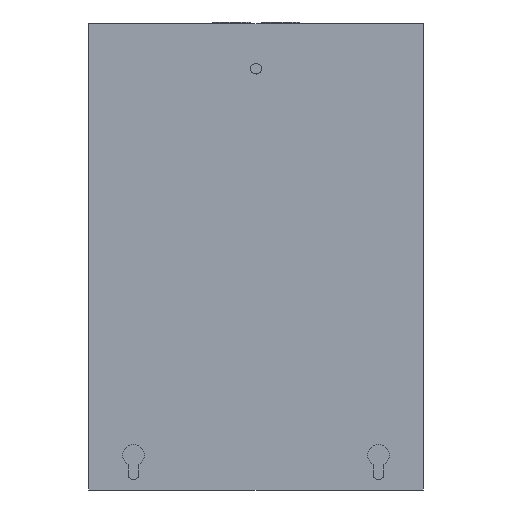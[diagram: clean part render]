
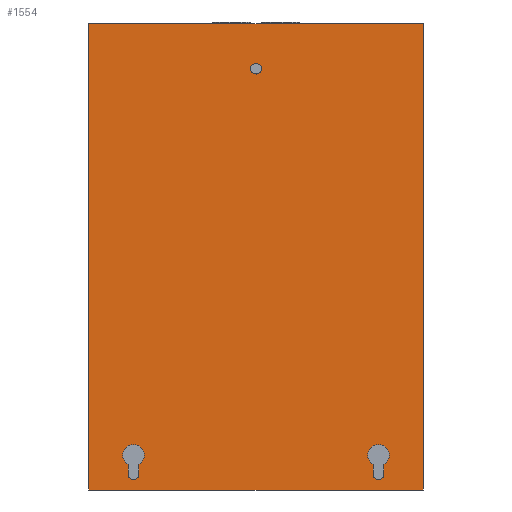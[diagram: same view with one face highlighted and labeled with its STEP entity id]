
A CAD part, front view. The second image highlights one B-rep face of the part: STEP entity #1554.
In plain terms, the highlighted planar face has unit normal (0, -1, 0).
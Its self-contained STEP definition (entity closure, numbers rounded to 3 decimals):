
#18 = AXIS2_PLACEMENT_3D ( 'NONE', #1144, #69, #1551 ) ;
#30 = ORIENTED_EDGE ( 'NONE', *, *, #961, .T. ) ;
#40 = VERTEX_POINT ( 'NONE', #587 ) ;
#56 = CARTESIAN_POINT ( 'NONE',  ( -74., -1.5, -134.5 ) ) ;
#69 = DIRECTION ( 'NONE',  ( 0., 1., 0. ) ) ;
#95 = CARTESIAN_POINT ( 'NONE',  ( 74., -1.5, -131.25 ) ) ;
#101 = VERTEX_POINT ( 'NONE', #974 ) ;
#106 = EDGE_CURVE ( 'NONE', #823, #809, #1520, .T. ) ;
#120 = DIRECTION ( 'NONE',  ( 0., 0., 1. ) ) ;
#139 = DIRECTION ( 'NONE',  ( 0., 0., -1. ) ) ;
#157 = CIRCLE ( 'NONE', #1395, 3.25 ) ;
#167 = DIRECTION ( 'NONE',  ( 0., 0., 1. ) ) ;
#174 = EDGE_CURVE ( 'NONE', #871, #40, #683, .T. ) ;
#202 = DIRECTION ( 'NONE',  ( 0., -1., 0. ) ) ;
#205 = DIRECTION ( 'NONE',  ( 0., -1., 0. ) ) ;
#211 = ORIENTED_EDGE ( 'NONE', *, *, #1001, .F. ) ;
#212 = LINE ( 'NONE', #716, #1027 ) ;
#216 = DIRECTION ( 'NONE',  ( 0., 0., 1. ) ) ;
#229 = CARTESIAN_POINT ( 'NONE',  ( 74., -1.5, -131.25 ) ) ;
#241 = CIRCLE ( 'NONE', #1706, 3.25 ) ;
#256 = CARTESIAN_POINT ( 'NONE',  ( -70.75, -1.5, -131.25 ) ) ;
#275 = CARTESIAN_POINT ( 'NONE',  ( -77.25, -1.5, -125.379 ) ) ;
#290 = CARTESIAN_POINT ( 'NONE',  ( 70.75, -1.5, -125.379 ) ) ;
#314 = DIRECTION ( 'NONE',  ( 0., 0., -1. ) ) ;
#326 = VERTEX_POINT ( 'NONE', #1084 ) ;
#348 = DIRECTION ( 'NONE',  ( 0., 0., -1. ) ) ;
#352 = LINE ( 'NONE', #275, #1307 ) ;
#364 = AXIS2_PLACEMENT_3D ( 'NONE', #229, #202, #614 ) ;
#400 = ORIENTED_EDGE ( 'NONE', *, *, #619, .T. ) ;
#404 = DIRECTION ( 'NONE',  ( 0., 0., -1. ) ) ;
#418 = EDGE_CURVE ( 'NONE', #40, #871, #582, .T. ) ;
#431 = CARTESIAN_POINT ( 'NONE',  ( -70.75, -1.5, -125.379 ) ) ;
#436 = FACE_BOUND ( 'NONE', #891, .T. ) ;
#452 = VERTEX_POINT ( 'NONE', #574 ) ;
#454 = LINE ( 'NONE', #431, #1311 ) ;
#455 = DIRECTION ( 'NONE',  ( -1., 0., 0. ) ) ;
#542 = VERTEX_POINT ( 'NONE', #885 ) ;
#550 = EDGE_CURVE ( 'NONE', #452, #542, #745, .T. ) ;
#559 = ORIENTED_EDGE ( 'NONE', *, *, #550, .F. ) ;
#567 = FACE_BOUND ( 'NONE', #1512, .T. ) ;
#574 = CARTESIAN_POINT ( 'NONE',  ( 101.1, -1.5, 140.855 ) ) ;
#582 = CIRCLE ( 'NONE', #1098, 3.25 ) ;
#587 = CARTESIAN_POINT ( 'NONE',  ( 0., -1.5, 110.5 ) ) ;
#589 = AXIS2_PLACEMENT_3D ( 'NONE', #756, #1444, #1036 ) ;
#597 = DIRECTION ( 'NONE',  ( 0., -1., 0. ) ) ;
#610 = CARTESIAN_POINT ( 'NONE',  ( -74., -1.5, -119.75 ) ) ;
#614 = DIRECTION ( 'NONE',  ( 0., 0., 1. ) ) ;
#618 = DIRECTION ( 'NONE',  ( -1., 0., 0. ) ) ;
#619 = EDGE_CURVE ( 'NONE', #452, #101, #735, .T. ) ;
#631 = VERTEX_POINT ( 'NONE', #56 ) ;
#632 = ORIENTED_EDGE ( 'NONE', *, *, #1347, .F. ) ;
#665 = VECTOR ( 'NONE', #455, 1000. ) ;
#682 = ORIENTED_EDGE ( 'NONE', *, *, #1767, .F. ) ;
#683 = CIRCLE ( 'NONE', #1694, 3.25 ) ;
#684 = CARTESIAN_POINT ( 'NONE',  ( 0., -1.5, 117. ) ) ;
#695 = CARTESIAN_POINT ( 'NONE',  ( 77.25, -1.5, -131.25 ) ) ;
#713 = ORIENTED_EDGE ( 'NONE', *, *, #1065, .F. ) ;
#715 = EDGE_CURVE ( 'NONE', #809, #906, #241, .T. ) ;
#716 = CARTESIAN_POINT ( 'NONE',  ( -101.1, -1.5, -140.711 ) ) ;
#719 = DIRECTION ( 'NONE',  ( 0., 0., 1. ) ) ;
#735 = LINE ( 'NONE', #1450, #665 ) ;
#745 = LINE ( 'NONE', #1306, #1022 ) ;
#756 = CARTESIAN_POINT ( 'NONE',  ( -74., -1.5, -131.25 ) ) ;
#781 = CARTESIAN_POINT ( 'NONE',  ( -70.75, -1.5, -125.379 ) ) ;
#803 = VERTEX_POINT ( 'NONE', #1515 ) ;
#804 = LINE ( 'NONE', #942, #845 ) ;
#809 = VERTEX_POINT ( 'NONE', #993 ) ;
#823 = VERTEX_POINT ( 'NONE', #832 ) ;
#832 = CARTESIAN_POINT ( 'NONE',  ( 70.75, -1.5, -125.379 ) ) ;
#845 = VECTOR ( 'NONE', #216, 1000. ) ;
#847 = VERTEX_POINT ( 'NONE', #695 ) ;
#871 = VERTEX_POINT ( 'NONE', #684 ) ;
#873 = CARTESIAN_POINT ( 'NONE',  ( 101.1, -1.5, -140.711 ) ) ;
#885 = CARTESIAN_POINT ( 'NONE',  ( 101.1, -1.5, -140.711 ) ) ;
#891 = EDGE_LOOP ( 'NONE', ( #713, #1340, #682, #632, #1628 ) ) ;
#897 = EDGE_CURVE ( 'NONE', #1121, #803, #1735, .T. ) ;
#898 = EDGE_LOOP ( 'NONE', ( #1328, #1622, #1639, #1286, #1363 ) ) ;
#906 = VERTEX_POINT ( 'NONE', #1004 ) ;
#932 = AXIS2_PLACEMENT_3D ( 'NONE', #1261, #1129, #719 ) ;
#942 = CARTESIAN_POINT ( 'NONE',  ( 77.25, -1.5, -125.379 ) ) ;
#944 = VECTOR ( 'NONE', #1175, 1000. ) ;
#961 = EDGE_CURVE ( 'NONE', #101, #1064, #212, .T. ) ;
#974 = CARTESIAN_POINT ( 'NONE',  ( -101.1, -1.5, 140.855 ) ) ;
#993 = CARTESIAN_POINT ( 'NONE',  ( 70.75, -1.5, -131.25 ) ) ;
#996 = CIRCLE ( 'NONE', #589, 3.25 ) ;
#1001 = EDGE_CURVE ( 'NONE', #542, #1064, #1555, .T. ) ;
#1004 = CARTESIAN_POINT ( 'NONE',  ( 74., -1.5, -134.5 ) ) ;
#1020 = VERTEX_POINT ( 'NONE', #1223 ) ;
#1022 = VECTOR ( 'NONE', #1297, 1000. ) ;
#1027 = VECTOR ( 'NONE', #1032, 1000. ) ;
#1032 = DIRECTION ( 'NONE',  ( 0., 0., -1. ) ) ;
#1036 = DIRECTION ( 'NONE',  ( 0., 0., -1. ) ) ;
#1064 = VERTEX_POINT ( 'NONE', #1346 ) ;
#1065 = EDGE_CURVE ( 'NONE', #803, #1020, #352, .T. ) ;
#1072 = VERTEX_POINT ( 'NONE', #256 ) ;
#1079 = AXIS2_PLACEMENT_3D ( 'NONE', #610, #205, #1699 ) ;
#1084 = CARTESIAN_POINT ( 'NONE',  ( 77.25, -1.5, -125.379 ) ) ;
#1098 = AXIS2_PLACEMENT_3D ( 'NONE', #1517, #1371, #139 ) ;
#1104 = VECTOR ( 'NONE', #618, 1000. ) ;
#1121 = VERTEX_POINT ( 'NONE', #781 ) ;
#1129 = DIRECTION ( 'NONE',  ( 0., -1., 0. ) ) ;
#1144 = CARTESIAN_POINT ( 'NONE',  ( 101.1, -1.5, -140.711 ) ) ;
#1149 = CARTESIAN_POINT ( 'NONE',  ( 0., -1.5, 113.75 ) ) ;
#1175 = DIRECTION ( 'NONE',  ( 0., 0., -1. ) ) ;
#1216 = CIRCLE ( 'NONE', #364, 3.25 ) ;
#1223 = CARTESIAN_POINT ( 'NONE',  ( -77.25, -1.5, -131.25 ) ) ;
#1235 = EDGE_CURVE ( 'NONE', #326, #823, #1708, .T. ) ;
#1254 = EDGE_CURVE ( 'NONE', #1020, #631, #157, .T. ) ;
#1261 = CARTESIAN_POINT ( 'NONE',  ( 74., -1.5, -119.75 ) ) ;
#1286 = ORIENTED_EDGE ( 'NONE', *, *, #106, .F. ) ;
#1292 = FACE_BOUND ( 'NONE', #898, .T. ) ;
#1297 = DIRECTION ( 'NONE',  ( 0., 0., -1. ) ) ;
#1306 = CARTESIAN_POINT ( 'NONE',  ( 101.1, -1.5, -140.711 ) ) ;
#1307 = VECTOR ( 'NONE', #404, 1000. ) ;
#1311 = VECTOR ( 'NONE', #167, 1000. ) ;
#1328 = ORIENTED_EDGE ( 'NONE', *, *, #1687, .F. ) ;
#1340 = ORIENTED_EDGE ( 'NONE', *, *, #897, .F. ) ;
#1342 = ORIENTED_EDGE ( 'NONE', *, *, #174, .F. ) ;
#1346 = CARTESIAN_POINT ( 'NONE',  ( -101.1, -1.5, -140.711 ) ) ;
#1347 = EDGE_CURVE ( 'NONE', #631, #1072, #996, .T. ) ;
#1363 = ORIENTED_EDGE ( 'NONE', *, *, #1235, .F. ) ;
#1371 = DIRECTION ( 'NONE',  ( 0., -1., 0. ) ) ;
#1395 = AXIS2_PLACEMENT_3D ( 'NONE', #1673, #597, #314 ) ;
#1402 = PLANE ( 'NONE',  #18 ) ;
#1405 = EDGE_CURVE ( 'NONE', #906, #847, #1216, .T. ) ;
#1444 = DIRECTION ( 'NONE',  ( 0., -1., 0. ) ) ;
#1450 = CARTESIAN_POINT ( 'NONE',  ( 101.1, -1.5, 140.855 ) ) ;
#1459 = DIRECTION ( 'NONE',  ( 0., -1., 0. ) ) ;
#1485 = EDGE_LOOP ( 'NONE', ( #30, #211, #559, #400 ) ) ;
#1512 = EDGE_LOOP ( 'NONE', ( #1553, #1342 ) ) ;
#1515 = CARTESIAN_POINT ( 'NONE',  ( -77.25, -1.5, -125.379 ) ) ;
#1517 = CARTESIAN_POINT ( 'NONE',  ( 0., -1.5, 113.75 ) ) ;
#1520 = LINE ( 'NONE', #290, #944 ) ;
#1532 = FACE_OUTER_BOUND ( 'NONE', #1485, .T. ) ;
#1551 = DIRECTION ( 'NONE',  ( 0., 0., 1. ) ) ;
#1553 = ORIENTED_EDGE ( 'NONE', *, *, #418, .F. ) ;
#1554 = ADVANCED_FACE ( 'NONE', ( #567, #436, #1292, #1532 ), #1402, .F. ) ;
#1555 = LINE ( 'NONE', #873, #1104 ) ;
#1575 = DIRECTION ( 'NONE',  ( 0., -1., 0. ) ) ;
#1622 = ORIENTED_EDGE ( 'NONE', *, *, #1405, .F. ) ;
#1628 = ORIENTED_EDGE ( 'NONE', *, *, #1254, .F. ) ;
#1639 = ORIENTED_EDGE ( 'NONE', *, *, #715, .F. ) ;
#1673 = CARTESIAN_POINT ( 'NONE',  ( -74., -1.5, -131.25 ) ) ;
#1687 = EDGE_CURVE ( 'NONE', #847, #326, #804, .T. ) ;
#1694 = AXIS2_PLACEMENT_3D ( 'NONE', #1149, #1575, #348 ) ;
#1699 = DIRECTION ( 'NONE',  ( 0., 0., -1. ) ) ;
#1706 = AXIS2_PLACEMENT_3D ( 'NONE', #95, #1459, #120 ) ;
#1708 = CIRCLE ( 'NONE', #932, 6.5 ) ;
#1735 = CIRCLE ( 'NONE', #1079, 6.5 ) ;
#1767 = EDGE_CURVE ( 'NONE', #1072, #1121, #454, .T. ) ;
